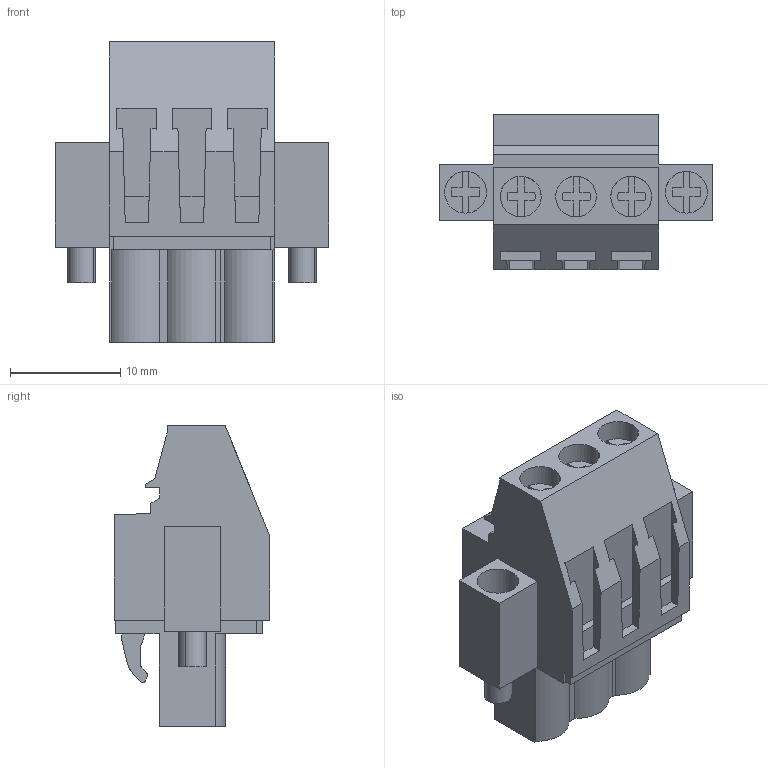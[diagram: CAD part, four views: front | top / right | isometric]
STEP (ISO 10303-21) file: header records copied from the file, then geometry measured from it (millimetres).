
FILE_DESCRIPTION(('CATIA V5 STEP Exchange','CAx-IF Rec.Pracs.--- Model Styling and Organization---1.2---2011-12-15'),'2;1');
FILE_NAME ('D1460493_0_1959510000_1959510000.stp','2017-09-20T15:00:51+00:00',('none'),('Weidmueller'),'CATIA Version 5-6 Release 2014','CATIA V5 STEP AP214','none');
FILE_SCHEMA(('AUTOMOTIVE_DESIGN { 1 0 10303 214 1 1 1 1 }'));
Length unit declared in the file: millimetre
Products named in the file (1): 1959510000
Bounding box: 24.8 x 14.05 x 27.2 mm (x, y, z)
Volume: 3832.5 mm3; surface area: 3135.8 mm2
Topology: 6 solids, 6 shells, 298 faces, 791 edges, 524 vertices
Faces by surface type: plane 243, cylinder 45, extrusion 10
Entity records: 8865 total; most frequent: CARTESIAN_POINT 1735, ORIENTED_EDGE 1582, DIRECTION 1217, EDGE_CURVE 791, VECTOR 659, LINE 649, VERTEX_POINT 524, AXIS2_PLACEMENT_3D 335
